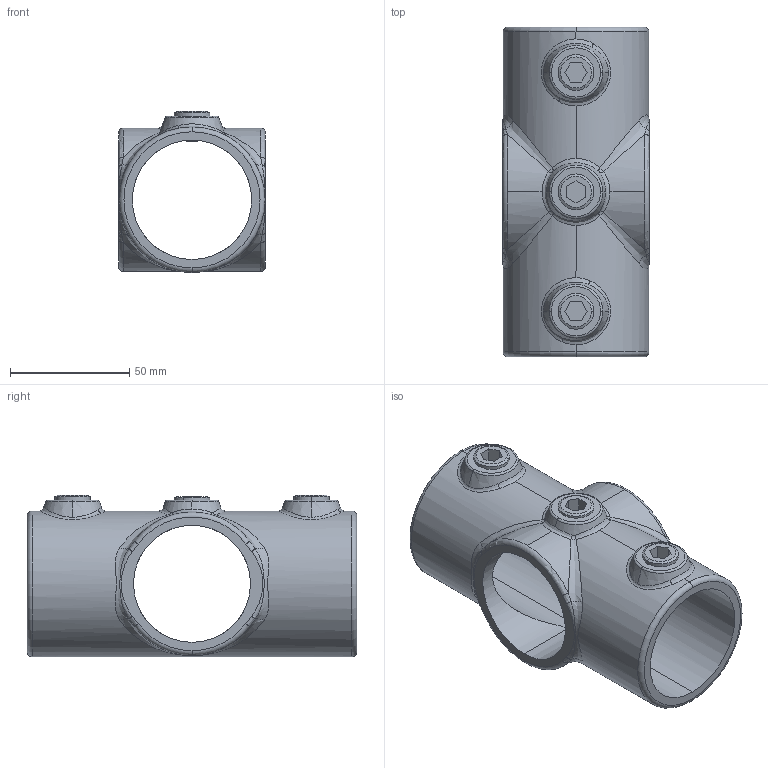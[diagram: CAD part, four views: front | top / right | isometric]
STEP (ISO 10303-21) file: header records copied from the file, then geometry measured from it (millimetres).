
FILE_DESCRIPTION (( 'STEP AP203' ), '1' );
FILE_NAME ('T11900.STEP', '2018-03-26T14:15:53', ( '' ), ( '' ), 'SwSTEP 2.0', 'SolidWorks 2016', '' );
FILE_SCHEMA (( 'CONFIG_CONTROL_DESIGN' ));
Length unit declared in the file: millimetre
Products named in the file (3): T11900; T19300
Assembly tree (4 placements, depth 2):
  T11900
    T11900
    T19300  x3
Bounding box: 61.5 x 138 x 67.56 mm (x, y, z)
Volume: 129432.9 mm3; surface area: 51874.9 mm2
Topology: 4 solids, 4 shells, 128 faces, 318 edges, 196 vertices
Faces by surface type: bspline 34, plane 34, cylinder 26, cone 18, torus 16
Entity records: 7205 total; most frequent: CARTESIAN_POINT 4677, ORIENTED_EDGE 508, DIRECTION 402, EDGE_CURVE 254, AXIS2_PLACEMENT_3D 175, VERTEX_POINT 156, EDGE_LOOP 106, CIRCLE 104
